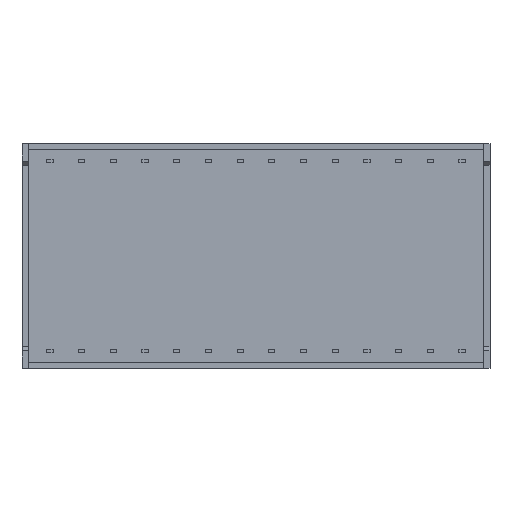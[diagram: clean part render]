
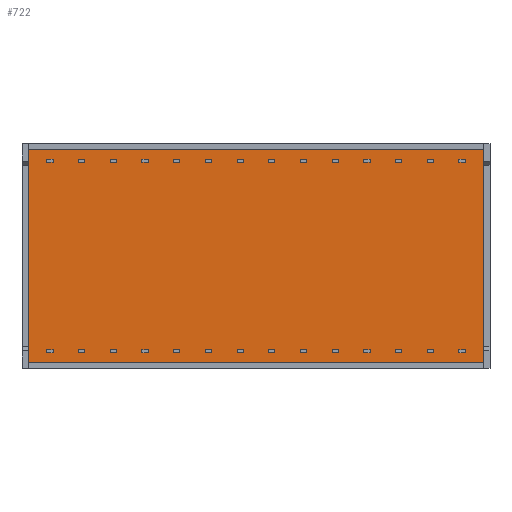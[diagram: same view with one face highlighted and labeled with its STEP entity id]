
A CAD part, front view. The second image highlights one B-rep face of the part: STEP entity #722.
In plain terms, the highlighted planar face has unit normal (0, -1, 0).
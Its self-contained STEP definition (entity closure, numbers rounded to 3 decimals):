
#722=ADVANCED_FACE('NONE',(#1625),#1626,.F.);
#1625=FACE_OUTER_BOUND('',#2684,.T.);
#1626=PLANE('',#2685);
#2684=EDGE_LOOP('',(#5728,#5729,#5730,#5731));
#2685=AXIS2_PLACEMENT_3D('',#5732,#5733,#5734);
#5728=ORIENTED_EDGE('',*,*,#7692,.F.);
#5729=ORIENTED_EDGE('',*,*,#7695,.F.);
#5730=ORIENTED_EDGE('',*,*,#7697,.F.);
#5731=ORIENTED_EDGE('',*,*,#7686,.T.);
#5732=CARTESIAN_POINT('',(-18.25,0.6,-9.0));
#5733=DIRECTION('',(0.0,1.0,0.0));
#5734=DIRECTION('',(1.0,0.0,-0.0));
#7686=EDGE_CURVE('NONE',#9413,#9410,#9414,.T.);
#7692=EDGE_CURVE('NONE',#9420,#9410,#9423,.T.);
#7695=EDGE_CURVE('NONE',#9425,#9420,#9428,.T.);
#7697=EDGE_CURVE('NONE',#9413,#9425,#9430,.T.);
#9410=VERTEX_POINT('NONE',#12174);
#9413=VERTEX_POINT('NONE',#12178);
#9414=LINE('',#12179,#12180);
#9420=VERTEX_POINT('NONE',#12190);
#9423=LINE('',#12194,#12195);
#9425=VERTEX_POINT('NONE',#12198);
#9428=LINE('',#12202,#12203);
#9430=LINE('',#12206,#12207);
#12174=CARTESIAN_POINT('',(18.25,0.6,8.5));
#12178=CARTESIAN_POINT('',(18.25,0.6,-8.5));
#12179=CARTESIAN_POINT('',(18.25,0.6,-9.0));
#12180=VECTOR('',#14083,1000.0);
#12190=CARTESIAN_POINT('',(-18.25,0.6,8.5));
#12194=CARTESIAN_POINT('',(18.25,0.6,8.5));
#12195=VECTOR('',#14089,1000.0);
#12198=CARTESIAN_POINT('',(-18.25,0.6,-8.5));
#12202=CARTESIAN_POINT('',(-18.25,0.6,-9.0));
#12203=VECTOR('',#14092,1000.0);
#12206=CARTESIAN_POINT('',(-18.25,0.6,-8.5));
#12207=VECTOR('',#14094,1000.0);
#14083=DIRECTION('',(-0.0,-0.0,1.0));
#14089=DIRECTION('',(1.0,0.0,0.));
#14092=DIRECTION('',(-0.0,-0.0,1.0));
#14094=DIRECTION('',(-1.0,0.0,0.0));
